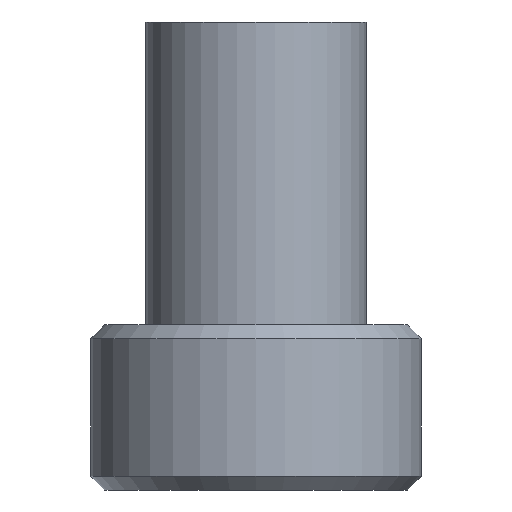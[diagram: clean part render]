
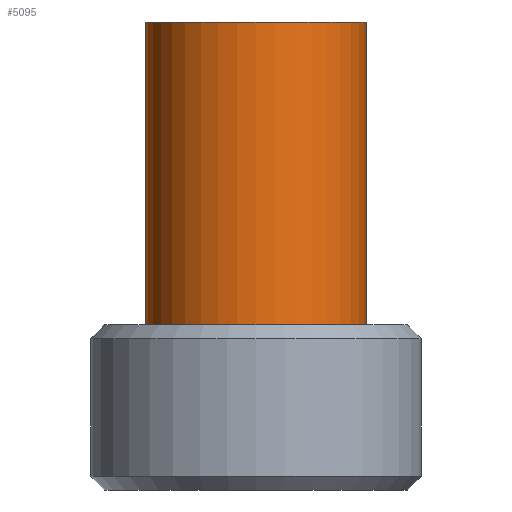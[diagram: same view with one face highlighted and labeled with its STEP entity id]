
A CAD part, left-side view. The second image highlights one B-rep face of the part: STEP entity #5095.
In plain terms, the highlighted cylindrical face has radius 4 mm (diameter 8 mm), a full revolution.
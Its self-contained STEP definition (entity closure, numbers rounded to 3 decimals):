
#48=CYLINDRICAL_SURFACE('',#5307,4.);
#54=CIRCLE('',#5296,4.);
#59=CIRCLE('',#5308,4.);
#800=FACE_OUTER_BOUND('',#1097,.T.);
#1097=EDGE_LOOP('',(#4591,#4592,#4593,#4594));
#1521=LINE('',#9384,#1943);
#1943=VECTOR('',#5975,4.);
#2430=VERTEX_POINT('',#9364);
#2435=VERTEX_POINT('',#9383);
#3156=EDGE_CURVE('',#2430,#2430,#54,.T.);
#3163=EDGE_CURVE('',#2430,#2435,#1521,.T.);
#3164=EDGE_CURVE('',#2435,#2435,#59,.T.);
#4591=ORIENTED_EDGE('',*,*,#3156,.T.);
#4592=ORIENTED_EDGE('',*,*,#3163,.T.);
#4593=ORIENTED_EDGE('',*,*,#3164,.F.);
#4594=ORIENTED_EDGE('',*,*,#3163,.F.);
#5095=ADVANCED_FACE('',(#800),#48,.T.);
#5296=AXIS2_PLACEMENT_3D('',#9365,#5949,#5950);
#5307=AXIS2_PLACEMENT_3D('',#9382,#5973,#5974);
#5308=AXIS2_PLACEMENT_3D('',#9385,#5976,#5977);
#5949=DIRECTION('center_axis',(0.,0.,-1.));
#5950=DIRECTION('ref_axis',(-1.,0.,0.));
#5973=DIRECTION('center_axis',(0.,0.,1.));
#5974=DIRECTION('ref_axis',(-1.,0.,0.));
#5975=DIRECTION('',(0.,0.,-1.));
#5976=DIRECTION('center_axis',(0.,0.,-1.));
#5977=DIRECTION('ref_axis',(-1.,0.,0.));
#9364=CARTESIAN_POINT('',(4.,0.,11.));
#9365=CARTESIAN_POINT('Origin',(0.,0.,11.));
#9382=CARTESIAN_POINT('Origin',(0.,0.,0.));
#9383=CARTESIAN_POINT('',(4.,0.,0.));
#9384=CARTESIAN_POINT('',(4.,0.,0.));
#9385=CARTESIAN_POINT('Origin',(0.,0.,0.));
